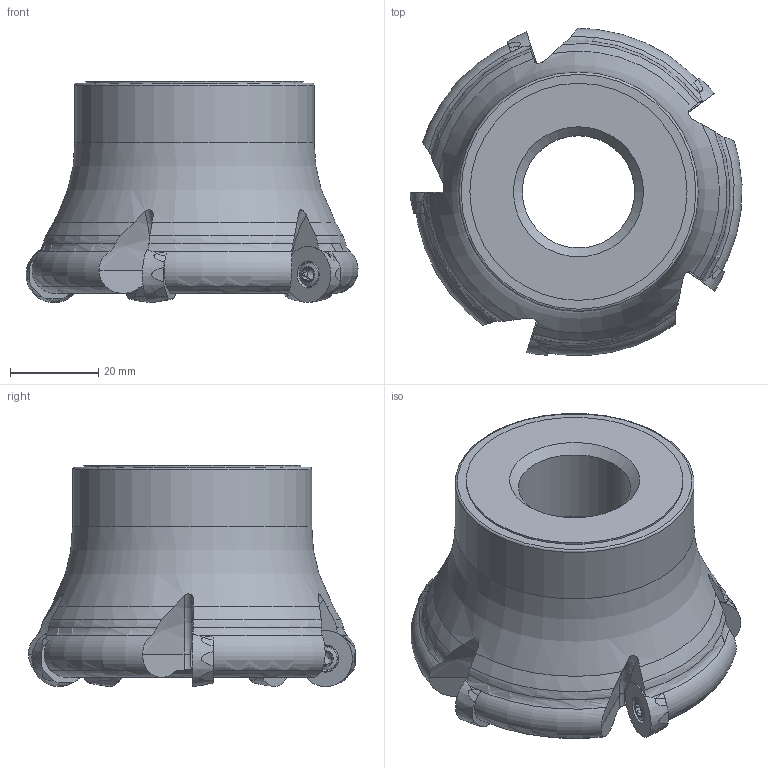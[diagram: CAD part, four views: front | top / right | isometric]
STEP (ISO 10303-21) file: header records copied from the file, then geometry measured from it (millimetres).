
FILE_DESCRIPTION(/* description */ (''),/* implementation_level */ '2;1');
FILE_NAME(/* name */ '1542870187790.stp',/* time_stamp */ '2018-11-22T12:33:23+05:00',/* author */ (''),/* organization */ ('SMS'),/* preprocessor_version */ 'ST-DEVELOPER v15',/* originating_system */ 'SIEMENS PLM Software NX 8.5',/* authorisation */ '');
FILE_SCHEMA (('AUTOMOTIVE_DESIGN { 1 0 10303 214 3 1 1 1 }'));
Length unit declared in the file: millimetre
Products named in the file (4): ASSEMBLY_CONSTRUCTION; 201856644mod000_00; 201908730mod000_00; 201908866mod000_00
Assembly tree (7 placements, depth 2):
  201908866mod000_00
    201908730mod000_00
    201856644mod000_00  x5
    ASSEMBLY_CONSTRUCTION
Bounding box: 75.06 x 74 x 50.01 mm (x, y, z)
Volume: 93608.9 mm3; surface area: 22241.4 mm2
Topology: 6 solids, 6 shells, 394 faces, 1022 edges, 667 vertices
Faces by surface type: plane 173, cone 77, extrusion 60, torus 50, cylinder 29, sphere 5
Full cylindrical faces by diameter (mm): 3.5 x5, 4 x5, 5.25 x5, 25.41 x1, 36.1 x1, 49.1 x1, 54.1 x1
Entity records: 13496 total; most frequent: CARTESIAN_POINT 5376, ORIENTED_EDGE 1624, DIRECTION 1607, EDGE_CURVE 812, AXIS2_PLACEMENT_3D 667, VERTEX_POINT 544, EDGE_LOOP 403, ADVANCED_FACE 338
